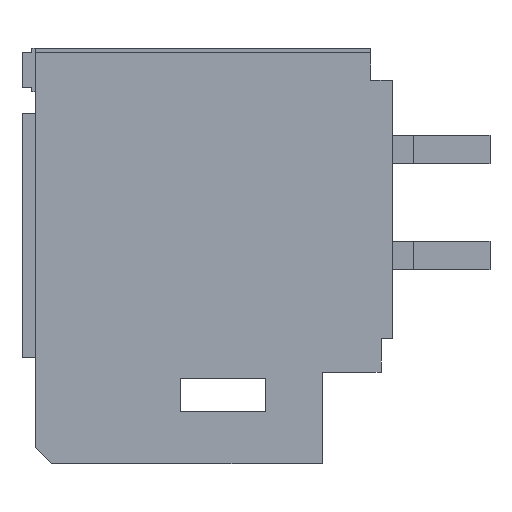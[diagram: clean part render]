
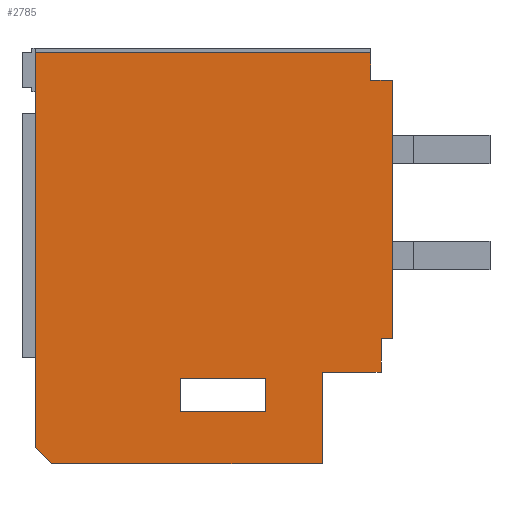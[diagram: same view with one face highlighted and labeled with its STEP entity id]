
A CAD part, front view. The second image highlights one B-rep face of the part: STEP entity #2785.
In plain terms, the highlighted planar face has unit normal (0, -1, 0).
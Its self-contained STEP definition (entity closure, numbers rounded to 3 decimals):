
#14=DIRECTION('',(0.,0.,-1.));
#15=VECTOR('',#14,35.);
#16=CARTESIAN_POINT('',(1.5,0.,-236.425));
#17=LINE('',#16,#15);
#18=DIRECTION('',(1.,0.,0.));
#19=VECTOR('',#18,90.);
#20=CARTESIAN_POINT('',(1.5,0.,-271.425));
#21=LINE('',#20,#19);
#22=DIRECTION('',(0.,0.,1.));
#23=VECTOR('',#22,35.);
#24=CARTESIAN_POINT('',(91.5,0.,-271.425));
#25=LINE('',#24,#23);
#26=DIRECTION('',(-1.,0.,0.));
#27=VECTOR('',#26,90.);
#28=CARTESIAN_POINT('',(91.5,0.,-236.425));
#29=LINE('',#28,#27);
#30=DIRECTION('',(1.,0.,0.));
#31=VECTOR('',#30,354.);
#32=CARTESIAN_POINT('',(-151.5,0.,107.575));
#33=LINE('',#32,#31);
#34=DIRECTION('',(-0.707,0.,0.707));
#35=VECTOR('',#34,24.042);
#36=CARTESIAN_POINT('',(-134.5,0.,-326.425));
#37=LINE('',#36,#35);
#134=DIRECTION('',(0.,0.,-1.));
#135=VECTOR('',#134,417.);
#136=CARTESIAN_POINT('',(-151.5,0.,107.575));
#137=LINE('',#136,#135);
#368=DIRECTION('',(0.,0.,1.));
#369=VECTOR('',#368,29.);
#370=CARTESIAN_POINT('',(202.5,0.,78.575));
#371=LINE('',#370,#369);
#388=DIRECTION('',(-1.,0.,0.));
#389=VECTOR('',#388,23.);
#390=CARTESIAN_POINT('',(225.5,0.,78.575));
#391=LINE('',#390,#389);
#396=DIRECTION('',(0.,0.,1.));
#397=VECTOR('',#396,273.);
#398=CARTESIAN_POINT('',(225.5,0.,-194.425));
#399=LINE('',#398,#397);
#452=DIRECTION('',(1.,0.,0.));
#453=VECTOR('',#452,12.);
#454=CARTESIAN_POINT('',(213.5,0.,-194.425));
#455=LINE('',#454,#453);
#460=DIRECTION('',(0.,0.,1.));
#461=VECTOR('',#460,35.);
#462=CARTESIAN_POINT('',(213.5,0.,-229.425));
#463=LINE('',#462,#461);
#468=DIRECTION('',(1.,0.,0.));
#469=VECTOR('',#468,62.);
#470=CARTESIAN_POINT('',(151.5,0.,-229.425));
#471=LINE('',#470,#469);
#476=DIRECTION('',(0.,0.,1.));
#477=VECTOR('',#476,97.);
#478=CARTESIAN_POINT('',(151.5,0.,-326.425));
#479=LINE('',#478,#477);
#492=DIRECTION('',(1.,0.,0.));
#493=VECTOR('',#492,286.);
#494=CARTESIAN_POINT('',(-134.5,0.,-326.425));
#495=LINE('',#494,#493);
#2092=CARTESIAN_POINT('',(-134.5,0.,-326.425));
#2093=CARTESIAN_POINT('',(-151.5,0.,-309.425));
#2094=VERTEX_POINT('',#2092);
#2095=VERTEX_POINT('',#2093);
#2096=CARTESIAN_POINT('',(225.5,0.,78.575));
#2097=CARTESIAN_POINT('',(202.5,0.,78.575));
#2098=VERTEX_POINT('',#2096);
#2099=VERTEX_POINT('',#2097);
#2100=CARTESIAN_POINT('',(225.5,0.,-194.425));
#2101=VERTEX_POINT('',#2100);
#2102=CARTESIAN_POINT('',(213.5,0.,-194.425));
#2103=VERTEX_POINT('',#2102);
#2104=CARTESIAN_POINT('',(213.5,0.,-229.425));
#2105=VERTEX_POINT('',#2104);
#2106=CARTESIAN_POINT('',(151.5,0.,-229.425));
#2107=VERTEX_POINT('',#2106);
#2108=CARTESIAN_POINT('',(151.5,0.,-326.425));
#2109=VERTEX_POINT('',#2108);
#2110=CARTESIAN_POINT('',(1.5,0.,-236.425));
#2111=CARTESIAN_POINT('',(1.5,0.,-271.425));
#2112=VERTEX_POINT('',#2110);
#2113=VERTEX_POINT('',#2111);
#2114=CARTESIAN_POINT('',(91.5,0.,-271.425));
#2115=VERTEX_POINT('',#2114);
#2116=CARTESIAN_POINT('',(91.5,0.,-236.425));
#2117=VERTEX_POINT('',#2116);
#2738=CARTESIAN_POINT('',(-151.5,0.,107.575));
#2739=CARTESIAN_POINT('',(202.5,0.,107.575));
#2740=VERTEX_POINT('',#2738);
#2741=VERTEX_POINT('',#2739);
#2746=CARTESIAN_POINT('',(0.,0.,0.));
#2747=DIRECTION('',(0.,1.,0.));
#2748=DIRECTION('',(1.,0.,0.));
#2749=AXIS2_PLACEMENT_3D('',#2746,#2747,#2748);
#2750=PLANE('',#2749);
#2752=ORIENTED_EDGE('',*,*,#2751,.T.);
#2754=ORIENTED_EDGE('',*,*,#2753,.F.);
#2756=ORIENTED_EDGE('',*,*,#2755,.F.);
#2758=ORIENTED_EDGE('',*,*,#2757,.F.);
#2760=ORIENTED_EDGE('',*,*,#2759,.F.);
#2762=ORIENTED_EDGE('',*,*,#2761,.F.);
#2764=ORIENTED_EDGE('',*,*,#2763,.F.);
#2766=ORIENTED_EDGE('',*,*,#2765,.F.);
#2768=ORIENTED_EDGE('',*,*,#2767,.F.);
#2770=ORIENTED_EDGE('',*,*,#2769,.T.);
#2772=ORIENTED_EDGE('',*,*,#2771,.F.);
#2773=EDGE_LOOP('',(#2752,#2754,#2756,#2758,#2760,#2762,#2764,#2766,#2768,#2770,
#2772));
#2774=FACE_OUTER_BOUND('',#2773,.F.);
#2776=ORIENTED_EDGE('',*,*,#2775,.T.);
#2778=ORIENTED_EDGE('',*,*,#2777,.T.);
#2780=ORIENTED_EDGE('',*,*,#2779,.T.);
#2782=ORIENTED_EDGE('',*,*,#2781,.T.);
#2783=EDGE_LOOP('',(#2776,#2778,#2780,#2782));
#2784=FACE_BOUND('',#2783,.F.);
#2751=EDGE_CURVE('',#2740,#2741,#33,.T.);
#2753=EDGE_CURVE('',#2099,#2741,#371,.T.);
#2755=EDGE_CURVE('',#2098,#2099,#391,.T.);
#2757=EDGE_CURVE('',#2101,#2098,#399,.T.);
#2759=EDGE_CURVE('',#2103,#2101,#455,.T.);
#2761=EDGE_CURVE('',#2105,#2103,#463,.T.);
#2763=EDGE_CURVE('',#2107,#2105,#471,.T.);
#2765=EDGE_CURVE('',#2109,#2107,#479,.T.);
#2767=EDGE_CURVE('',#2094,#2109,#495,.T.);
#2769=EDGE_CURVE('',#2094,#2095,#37,.T.);
#2771=EDGE_CURVE('',#2740,#2095,#137,.T.);
#2775=EDGE_CURVE('',#2112,#2113,#17,.T.);
#2777=EDGE_CURVE('',#2113,#2115,#21,.T.);
#2779=EDGE_CURVE('',#2115,#2117,#25,.T.);
#2781=EDGE_CURVE('',#2117,#2112,#29,.T.);
#2785=ADVANCED_FACE('',(#2774,#2784),#2750,.F.);
